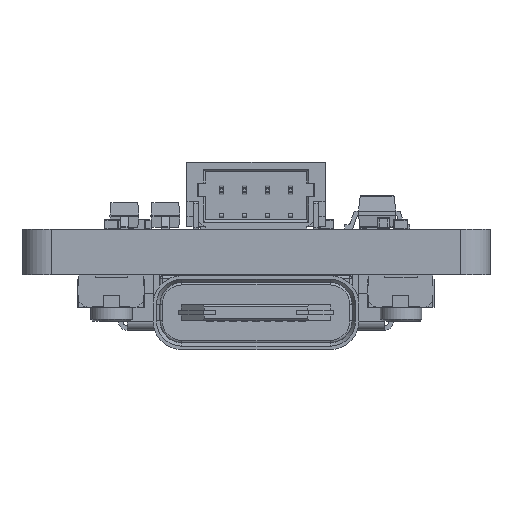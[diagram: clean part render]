
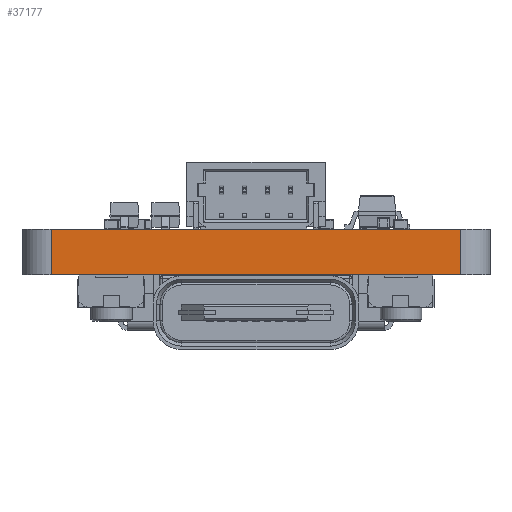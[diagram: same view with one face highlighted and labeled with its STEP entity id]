
A CAD part, left-side view. The second image highlights one B-rep face of the part: STEP entity #37177.
In plain terms, the highlighted planar face has unit normal (-1, 0, 0).
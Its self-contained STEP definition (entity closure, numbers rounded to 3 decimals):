
#2237=PLANE('',#39866);
#3953=FACE_OUTER_BOUND('',#6107,.T.);
#6107=EDGE_LOOP('',(#26632,#26633,#26634,#26635));
#8488=LINE('',#53132,#12797);
#8510=LINE('',#53189,#12819);
#8511=LINE('',#53191,#12820);
#8512=LINE('',#53192,#12821);
#12797=VECTOR('',#43066,10.);
#12819=VECTOR('',#43120,10.);
#12820=VECTOR('',#43123,10.);
#12821=VECTOR('',#43124,10.);
#17844=VERTEX_POINT('',#53129);
#17845=VERTEX_POINT('',#53131);
#17863=VERTEX_POINT('',#53185);
#17864=VERTEX_POINT('',#53187);
#21299=EDGE_CURVE('',#17844,#17845,#8488,.T.);
#21328=EDGE_CURVE('',#17863,#17864,#8510,.T.);
#21329=EDGE_CURVE('',#17844,#17863,#8511,.T.);
#21330=EDGE_CURVE('',#17845,#17864,#8512,.T.);
#26632=ORIENTED_EDGE('',*,*,#21329,.T.);
#26633=ORIENTED_EDGE('',*,*,#21328,.T.);
#26634=ORIENTED_EDGE('',*,*,#21330,.F.);
#26635=ORIENTED_EDGE('',*,*,#21299,.F.);
#37177=ADVANCED_FACE('',(#3953),#2237,.T.);
#39866=AXIS2_PLACEMENT_3D('',#53190,#43121,#43122);
#43066=DIRECTION('',(0.,0.,1.));
#43120=DIRECTION('',(0.,0.,1.));
#43121=DIRECTION('center_axis',(-1.,0.,0.));
#43122=DIRECTION('ref_axis',(0.,-1.,0.));
#43123=DIRECTION('',(0.,-1.,0.));
#43124=DIRECTION('',(0.,-1.,0.));
#53129=CARTESIAN_POINT('',(0.,8.89,0.));
#53131=CARTESIAN_POINT('',(0.,8.89,1.99));
#53132=CARTESIAN_POINT('',(0.,8.89,0.));
#53185=CARTESIAN_POINT('',(0.,-8.89,0.));
#53187=CARTESIAN_POINT('',(0.,-8.89,1.99));
#53189=CARTESIAN_POINT('',(0.,-8.89,0.));
#53190=CARTESIAN_POINT('Origin',(0.,8.89,0.));
#53191=CARTESIAN_POINT('',(0.,8.89,0.));
#53192=CARTESIAN_POINT('',(0.,8.89,1.99));
